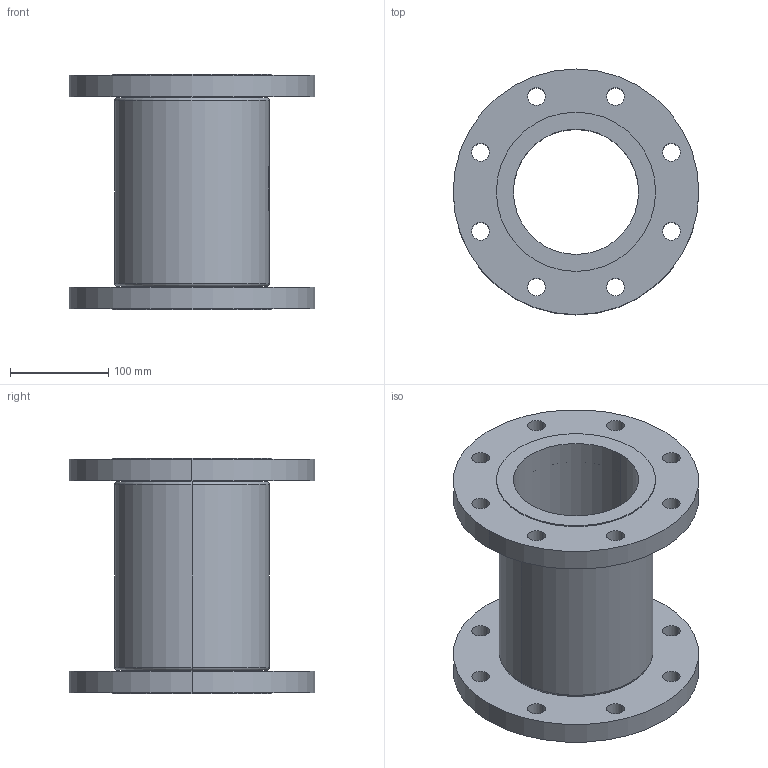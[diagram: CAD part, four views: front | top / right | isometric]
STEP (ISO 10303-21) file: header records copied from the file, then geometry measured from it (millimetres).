
FILE_DESCRIPTION (( 'STEP AP214' ), '1' );
FILE_NAME ('7150000_DN125_PN10_51422065.STEP', '2022-02-02T09:30:27', ( 'axxx' ), ( 'Hewlett-Packard Company' ), 'SwSTEP 2.0', 'SolidWorks 2019', '' );
FILE_SCHEMA (( 'AUTOMOTIVE_DESIGN' ));
Length unit declared in the file: millimetre
Products named in the file (1): 7150000_DN125_PN10_51422065
Bounding box: 250 x 250 x 240 mm (x, y, z)
Volume: 2806252.9 mm3; surface area: 395159.7 mm2
Topology: 1 solids, 1 shells, 542 faces, 1418 edges, 944 vertices
Faces by surface type: plane 257, bspline 215, cylinder 62, torus 8
Entity records: 28870 total; most frequent: CARTESIAN_POINT 16864, ORIENTED_EDGE 2836, DIRECTION 1766, EDGE_CURVE 1418, VERTEX_POINT 944, LINE 768, VECTOR 768, EDGE_LOOP 642
